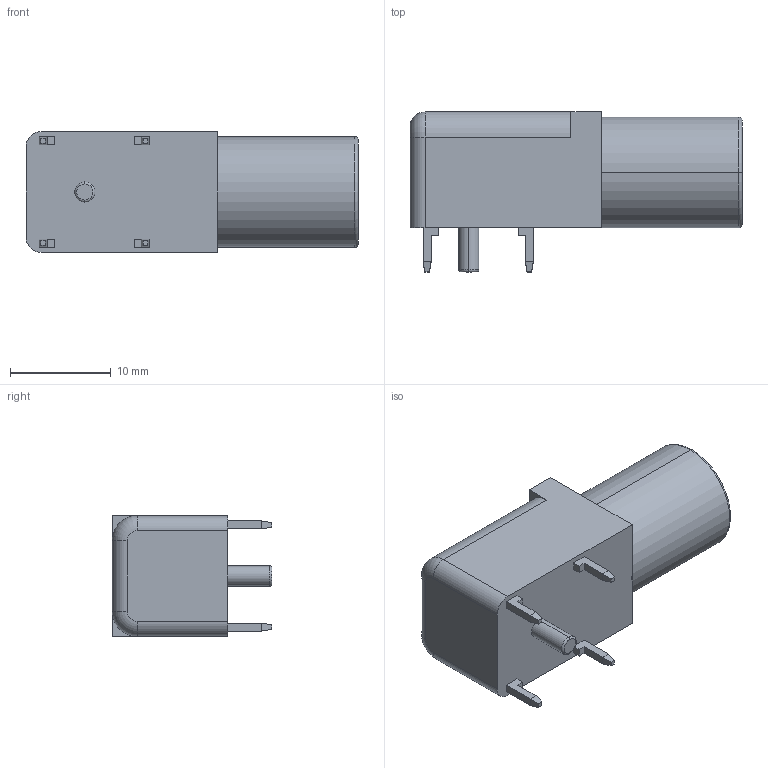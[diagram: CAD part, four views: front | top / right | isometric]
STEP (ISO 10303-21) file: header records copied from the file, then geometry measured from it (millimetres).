
FILE_DESCRIPTION (( 'STEP AP214' ), '1' );
FILE_NAME ('FCR7350B.STEP', '2020-06-16T20:20:22', ( '' ), ( '' ), 'SwSTEP 2.0', 'SolidWorks 2018', '' );
FILE_SCHEMA (( 'AUTOMOTIVE_DESIGN' ));
Length unit declared in the file: millimetre
Products named in the file (1): FCR7350B
Bounding box: 33 x 15.9 x 12 mm (x, y, z)
Volume: 2744.8 mm3; surface area: 3211.6 mm2
Topology: 1 solids, 1 shells, 80 faces, 183 edges, 113 vertices
Faces by surface type: plane 57, cylinder 15, torus 8
Entity records: 2789 total; most frequent: DIRECTION 390, CARTESIAN_POINT 377, ORIENTED_EDGE 366, EDGE_CURVE 183, VECTOR 138, LINE 138, AXIS2_PLACEMENT_3D 126, VERTEX_POINT 113
